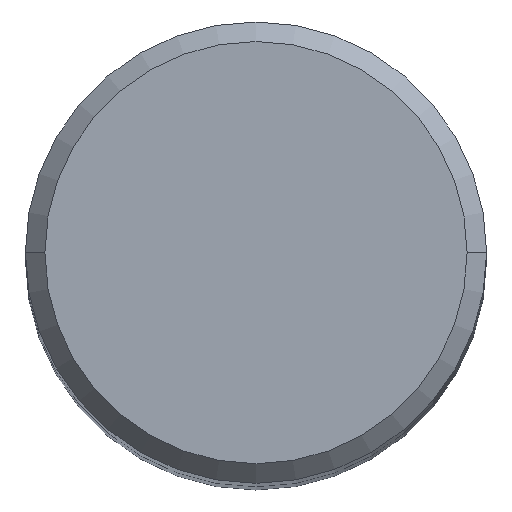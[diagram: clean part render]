
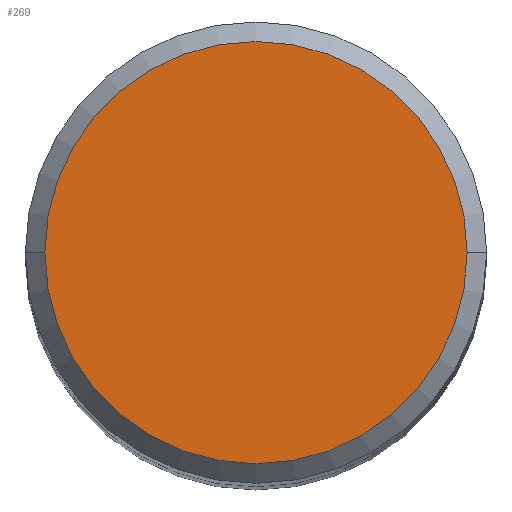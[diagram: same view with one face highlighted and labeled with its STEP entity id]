
A CAD part, top view. The second image highlights one B-rep face of the part: STEP entity #269.
In plain terms, the highlighted planar face has unit normal (0, 0, 1).
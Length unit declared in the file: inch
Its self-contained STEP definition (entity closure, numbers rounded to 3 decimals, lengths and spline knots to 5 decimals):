
#9 = ORIENTED_EDGE ( 'NONE', *, *, #255, .T. ) ;
#21 = EDGE_LOOP ( 'NONE', ( #9, #143 ) ) ;
#51 = PLANE ( 'NONE',  #318 ) ;
#53 = DIRECTION ( 'NONE',  ( 0., 0., -1. ) ) ;
#73 = CARTESIAN_POINT ( 'NONE',  ( 0.2162, 0., 0. ) ) ;
#98 = DIRECTION ( 'NONE',  ( 1., 0., 0. ) ) ;
#100 = DIRECTION ( 'NONE',  ( 1., 0., 0. ) ) ;
#103 = CARTESIAN_POINT ( 'NONE',  ( 0., 0.2162, 0. ) ) ;
#126 = FACE_OUTER_BOUND ( 'NONE', #21, .T. ) ;
#129 = CARTESIAN_POINT ( 'NONE',  ( 0., 0., 0. ) ) ;
#143 = ORIENTED_EDGE ( 'NONE', *, *, #326, .T. ) ;
#171 = CIRCLE ( 'NONE', #310, 0.2162 ) ;
#183 = CARTESIAN_POINT ( 'NONE',  ( 0., 0., 0. ) ) ;
#185 = AXIS2_PLACEMENT_3D ( 'NONE', #183, #291, #98 ) ;
#245 = CIRCLE ( 'NONE', #185, 0.2162 ) ;
#255 = EDGE_CURVE ( 'NONE', #365, #333, #171, .T. ) ;
#269 = ADVANCED_FACE ( 'NONE', ( #126 ), #51, .F. ) ;
#291 = DIRECTION ( 'NONE',  ( 0., 0., 1. ) ) ;
#293 = DIRECTION ( 'NONE',  ( 0., 0., 1. ) ) ;
#300 = CARTESIAN_POINT ( 'NONE',  ( -0.2162, 0., 0. ) ) ;
#310 = AXIS2_PLACEMENT_3D ( 'NONE', #129, #293, #100 ) ;
#318 = AXIS2_PLACEMENT_3D ( 'NONE', #103, #53, #328 ) ;
#326 = EDGE_CURVE ( 'NONE', #333, #365, #245, .T. ) ;
#328 = DIRECTION ( 'NONE',  ( -1., 0., 0. ) ) ;
#333 = VERTEX_POINT ( 'NONE', #73 ) ;
#365 = VERTEX_POINT ( 'NONE', #300 ) ;
